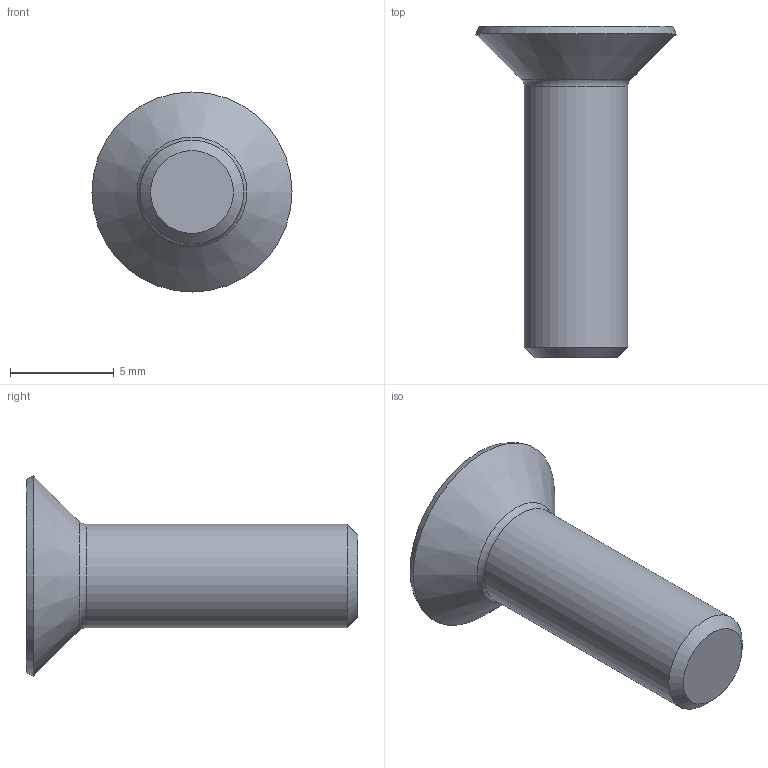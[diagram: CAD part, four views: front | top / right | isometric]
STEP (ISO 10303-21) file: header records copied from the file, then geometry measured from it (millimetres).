
FILE_DESCRIPTION((''),'2;1');
FILE_NAME('PFHMS 90 M5X16.stp','2012-07-02T14:50:34',('stlaus'),(''),'Autodesk Inventor 2011','Autodesk Inventor 2011','');
FILE_SCHEMA(('AUTOMOTIVE_DESIGN { 1 0 10303 214 1 1 1 1 }'));
Length unit declared in the file: millimetre
Products named in the file (2): Assembly4; screw_metric_flat_X_M590 deg16
Assembly tree (1 placements, depth 2):
  Assembly4
    screw_metric_flat_X_M590 deg16
Bounding box: 9.66 x 16 x 9.66 mm (x, y, z)
Volume: 357.4 mm3; surface area: 416.9 mm2
Topology: 1 solids, 1 shells, 24 faces, 59 edges, 38 vertices
Faces by surface type: plane 15, cylinder 5, cone 3, torus 1
Full cylindrical faces by diameter (mm): 5 x1
Entity records: 765 total; most frequent: DIRECTION 122, CARTESIAN_POINT 119, ORIENTED_EDGE 108, EDGE_CURVE 54, AXIS2_PLACEMENT_3D 41, VECTOR 40, LINE 40, VERTEX_POINT 38
